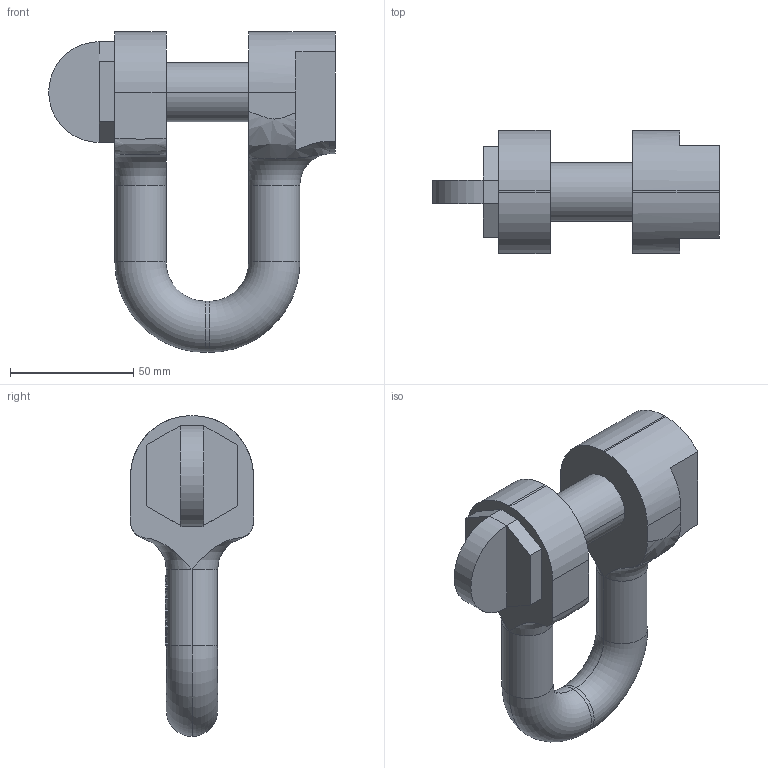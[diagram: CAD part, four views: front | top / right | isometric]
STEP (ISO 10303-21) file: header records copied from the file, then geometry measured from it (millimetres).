
FILE_DESCRIPTION((''),'2;1');
FILE_NAME('4VV-SCH16','2005-01-19T',('jakubetz'),(''),'PRO/ENGINEER BY PARAMETRIC TECHNOLOGY CORPORATION, 2001400','PRO/ENGINEER BY PARAMETRIC TECHNOLOGY CORPORATION, 2001400','');
FILE_SCHEMA(('CONFIG_CONTROL_DESIGN'));
Length unit declared in the file: millimetre
Products named in the file (1): 4VV-SCH16
Bounding box: 116.5 x 50 x 130.4 mm (x, y, z)
Volume: 205777.1 mm3; surface area: 32912 mm2
Topology: 1 solids, 1 shells, 307 faces, 839 edges, 551 vertices
Faces by surface type: plane 273, cylinder 21, torus 8, bspline 5
Entity records: 10178 total; most frequent: CARTESIAN_POINT 2678, ORIENTED_EDGE 1678, DIRECTION 1330, EDGE_CURVE 839, VECTOR 582, LINE 582, VERTEX_POINT 551, AXIS2_PLACEMENT_3D 374
